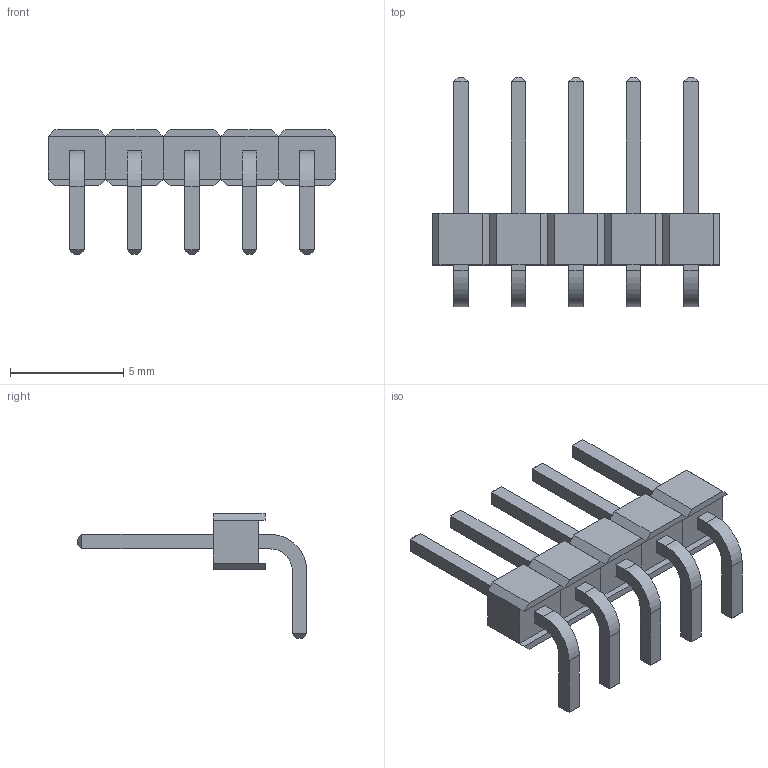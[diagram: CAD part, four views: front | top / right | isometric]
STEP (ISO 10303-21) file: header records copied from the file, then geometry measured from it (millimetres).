
FILE_DESCRIPTION (( 'STEP AP214' ), '1' );
FILE_NAME ('User Library-Header_Male_RA_Low_5Pin.STEP', '2016-09-13T04:12:05', ( 'Windows User' ), ( '' ), 'SwSTEP 2.0', 'SolidWorks 2016', '' );
FILE_SCHEMA (( 'AUTOMOTIVE_DESIGN' ));
Length unit declared in the file: millimetre
Products named in the file (3): User Library-Header_Male_RA_Low_5Pin_PinArray; User Library-Header_Male_RA_Low_5Pin_BodyArray; User Library-Header_Male_RA_Low_5Pin
Assembly tree (2 placements, depth 2):
  User Library-Header_Male_RA_Low_5Pin
    User Library-Header_Male_RA_Low_5Pin_BodyArray
    User Library-Header_Male_RA_Low_5Pin_PinArray
Bounding box: 12.7 x 10.13 x 5.51 mm (x, y, z)
Volume: 86.4 mm3; surface area: 365.6 mm2
Topology: 10 solids, 10 shells, 180 faces, 420 edges, 260 vertices
Faces by surface type: plane 170, cylinder 10
Entity records: 7146 total; most frequent: CARTESIAN_POINT 865, ORIENTED_EDGE 840, DIRECTION 810, EDGE_CURVE 420, LINE 400, VECTOR 400, VERTEX_POINT 260, AXIS2_PLACEMENT_3D 205
